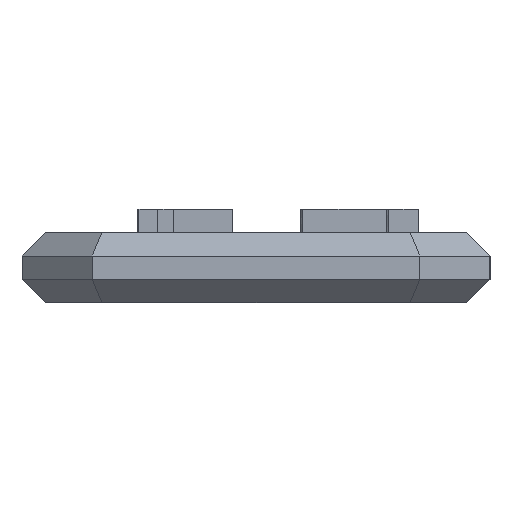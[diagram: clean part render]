
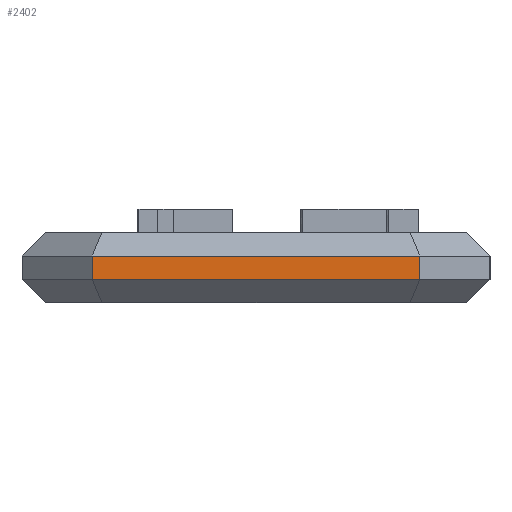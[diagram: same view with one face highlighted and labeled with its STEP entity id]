
A CAD part, left-side view. The second image highlights one B-rep face of the part: STEP entity #2402.
In plain terms, the highlighted planar face has unit normal (-1, 0, 0).
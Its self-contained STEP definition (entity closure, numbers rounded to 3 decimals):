
#2402=ADVANCED_FACE('',(#5184),#5186,.T.);
#5184=FACE_BOUND('',#5185,.T.);
#5185=EDGE_LOOP('',(#7742,#7743,#7744,#7745));
#5186=PLANE('',#5187);
#5187=AXIS2_PLACEMENT_3D('',#5188,#5189,#5190);
#5188=CARTESIAN_POINT('',(-30.,10.,0.));
#5189=DIRECTION('',(-1.,0.,0.));
#5190=DIRECTION('',(0.,-1.,0.));
#7742=ORIENTED_EDGE('',*,*,#8944,.T.);
#7743=ORIENTED_EDGE('',*,*,#9454,.T.);
#7744=ORIENTED_EDGE('',*,*,#8969,.F.);
#7745=ORIENTED_EDGE('',*,*,#9455,.F.);
#8944=EDGE_CURVE('',#10258,#10259,#10260,.T.);
#8969=EDGE_CURVE('',#10293,#10296,#10297,.T.);
#9454=EDGE_CURVE('',#10259,#10296,#11023,.T.);
#9455=EDGE_CURVE('',#10258,#10293,#11024,.T.);
#10258=VERTEX_POINT('',#12533);
#10259=VERTEX_POINT('',#12534);
#10260=LINE('',#12535,#12536);
#10293=VERTEX_POINT('',#12614);
#10296=VERTEX_POINT('',#12621);
#10297=LINE('',#12622,#12623);
#11023=LINE('',#14318,#14319);
#11024=LINE('',#14321,#14322);
#12533=CARTESIAN_POINT('',(-30.,7.,1.));
#12534=CARTESIAN_POINT('',(-30.,-7.,1.));
#12535=CARTESIAN_POINT('',(-30.,7.,1.));
#12536=VECTOR('',#12537,1.);
#12537=DIRECTION('',(0.,-1.,0.));
#12614=CARTESIAN_POINT('',(-30.,7.,2.));
#12621=CARTESIAN_POINT('',(-30.,-7.,2.));
#12622=CARTESIAN_POINT('',(-30.,7.,2.));
#12623=VECTOR('',#12624,1.);
#12624=DIRECTION('',(0.,-1.,0.));
#14318=CARTESIAN_POINT('',(-30.,-7.,1.));
#14319=VECTOR('',#14320,1.);
#14320=DIRECTION('',(0.,0.,1.));
#14321=CARTESIAN_POINT('',(-30.,7.,1.));
#14322=VECTOR('',#14323,1.);
#14323=DIRECTION('',(0.,0.,1.));
